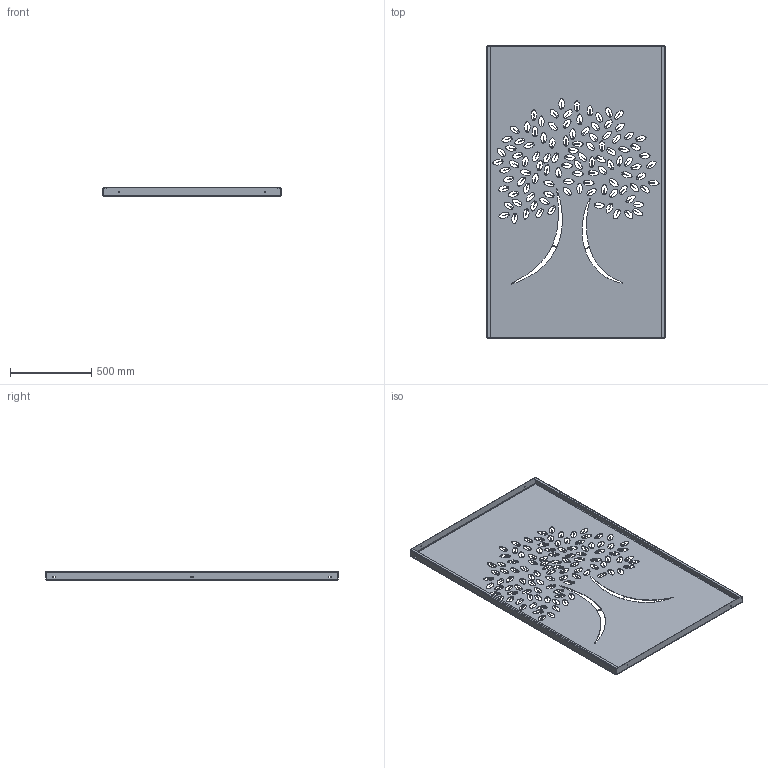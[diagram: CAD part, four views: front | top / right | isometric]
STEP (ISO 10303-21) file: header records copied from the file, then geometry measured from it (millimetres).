
FILE_DESCRIPTION (( 'STEP AP203' ), '1' );
FILE_NAME ('APA06.STEP', '2019-10-18T08:07:53', ( '' ), ( '' ), 'SwSTEP 2.0', 'SolidWorks 2019', '' );
FILE_SCHEMA (( 'CONFIG_CONTROL_DESIGN' ));
Length unit declared in the file: millimetre
Products named in the file (1): APA06
Bounding box: 1100 x 1800 x 50 mm (x, y, z)
Volume: 6273971.6 mm3; surface area: 4286161.4 mm2
Topology: 1 solids, 1 shells, 1813 faces, 5385 edges, 3574 vertices
Faces by surface type: bspline 1499, plane 268, cylinder 46
Entity records: 69466 total; most frequent: CARTESIAN_POINT 30740, ORIENTED_EDGE 10770, EDGE_CURVE 5385, VERTEX_POINT 3574, DIRECTION 3093, B_SPLINE_CURVE_WITH_KNOTS 2998, VECTOR 2311, LINE 2311
